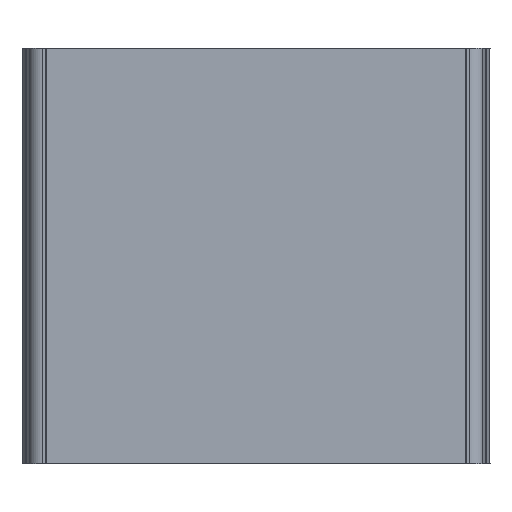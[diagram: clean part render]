
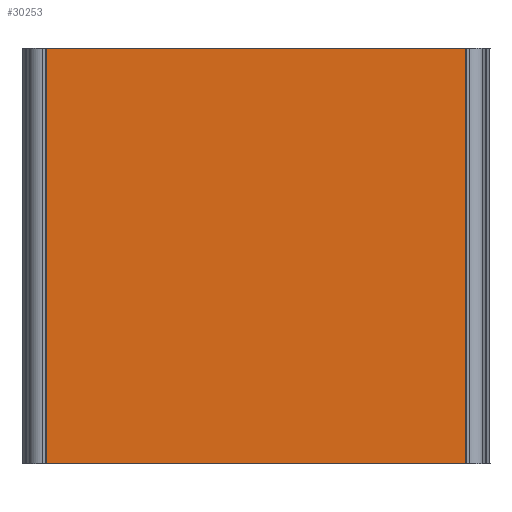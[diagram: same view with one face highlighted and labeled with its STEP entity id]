
A CAD part, front view. The second image highlights one B-rep face of the part: STEP entity #30253.
In plain terms, the highlighted planar face has unit normal (0, -1, 0).
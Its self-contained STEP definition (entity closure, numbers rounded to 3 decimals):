
#2622=FACE_OUTER_BOUND('',#4166,.T.);
#4166=EDGE_LOOP('',(#28200,#28201,#28202,#28203));
#6221=LINE('',#51691,#8719);
#6230=LINE('',#51828,#8728);
#6629=LINE('',#52913,#9127);
#6632=LINE('',#52918,#9130);
#8719=VECTOR('',#42244,10.);
#8728=VECTOR('',#42373,10.);
#9127=VECTOR('',#43572,10.);
#9130=VECTOR('',#43579,10.);
#14016=VERTEX_POINT('',#51688);
#14017=VERTEX_POINT('',#51690);
#14084=VERTEX_POINT('',#51825);
#14085=VERTEX_POINT('',#51827);
#18314=EDGE_CURVE('',#14016,#14017,#6221,.T.);
#18382=EDGE_CURVE('',#14084,#14085,#6230,.T.);
#18949=EDGE_CURVE('',#14016,#14085,#6629,.T.);
#18952=EDGE_CURVE('',#14017,#14084,#6632,.T.);
#28200=ORIENTED_EDGE('',*,*,#18952,.F.);
#28201=ORIENTED_EDGE('',*,*,#18314,.F.);
#28202=ORIENTED_EDGE('',*,*,#18949,.T.);
#28203=ORIENTED_EDGE('',*,*,#18382,.F.);
#28715=PLANE('',#33949);
#30253=ADVANCED_FACE('',(#2622),#28715,.F.);
#33949=AXIS2_PLACEMENT_3D('',#53036,#43777,#43778);
#42244=DIRECTION('',(-1.,0.,0.));
#42373=DIRECTION('',(1.,0.,0.));
#43572=DIRECTION('',(0.,0.,1.));
#43579=DIRECTION('',(0.,0.,1.));
#43777=DIRECTION('center_axis',(0.,1.,0.));
#43778=DIRECTION('ref_axis',(-1.,0.,0.));
#51688=CARTESIAN_POINT('',(75.7,-24.9,-75.));
#51690=CARTESIAN_POINT('',(-75.7,-24.9,-75.));
#51691=CARTESIAN_POINT('',(-75.7,-24.9,-75.));
#51825=CARTESIAN_POINT('',(-75.7,-24.9,75.));
#51827=CARTESIAN_POINT('',(75.7,-24.9,75.));
#51828=CARTESIAN_POINT('',(-75.7,-24.9,75.));
#52913=CARTESIAN_POINT('',(75.7,-24.9,0.));
#52918=CARTESIAN_POINT('',(-75.7,-24.9,0.));
#53036=CARTESIAN_POINT('Origin',(0.,-24.9,0.));
